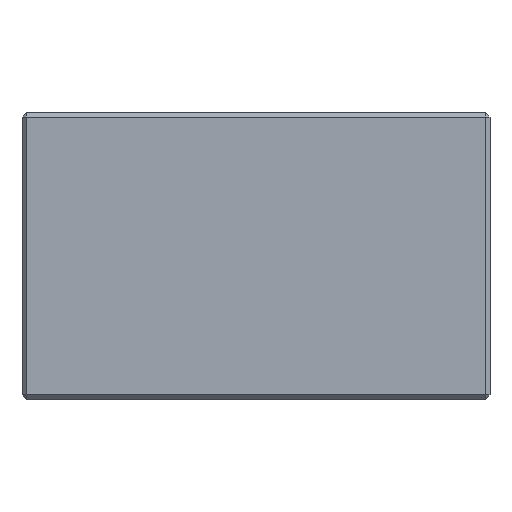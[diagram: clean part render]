
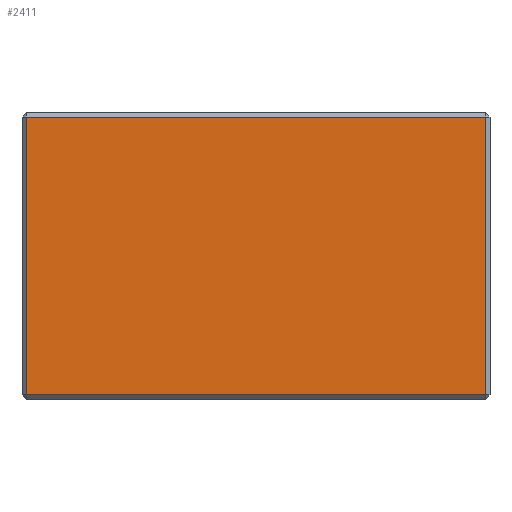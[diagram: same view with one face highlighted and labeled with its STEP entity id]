
A CAD part, front view. The second image highlights one B-rep face of the part: STEP entity #2411.
In plain terms, the highlighted planar face has unit normal (0, -1, 0).
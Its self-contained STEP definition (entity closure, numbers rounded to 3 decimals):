
#102=PLANE('',#2710);
#262=FACE_OUTER_BOUND('',#427,.T.);
#427=EDGE_LOOP('',(#2122,#2123,#2124,#2125));
#489=LINE('',#3651,#705);
#490=LINE('',#3653,#706);
#501=LINE('',#3683,#717);
#503=LINE('',#3686,#719);
#705=VECTOR('',#2863,10.);
#706=VECTOR('',#2866,10.);
#717=VECTOR('',#2899,10.);
#719=VECTOR('',#2903,10.);
#1004=VERTEX_POINT('',#3546);
#1007=VERTEX_POINT('',#3554);
#1016=VERTEX_POINT('',#3584);
#1026=VERTEX_POINT('',#3616);
#1239=EDGE_CURVE('',#1016,#1026,#489,.T.);
#1240=EDGE_CURVE('',#1026,#1007,#490,.T.);
#1255=EDGE_CURVE('',#1004,#1016,#501,.T.);
#1257=EDGE_CURVE('',#1007,#1004,#503,.T.);
#2122=ORIENTED_EDGE('',*,*,#1239,.F.);
#2123=ORIENTED_EDGE('',*,*,#1255,.F.);
#2124=ORIENTED_EDGE('',*,*,#1257,.F.);
#2125=ORIENTED_EDGE('',*,*,#1240,.F.);
#2411=ADVANCED_FACE('',(#262),#102,.T.);
#2710=AXIS2_PLACEMENT_3D('',#4174,#3486,#3487);
#2863=DIRECTION('',(-1.,0.,0.));
#2866=DIRECTION('',(0.,0.,1.));
#2899=DIRECTION('',(0.,0.,-1.));
#2903=DIRECTION('',(1.,0.,0.));
#3486=DIRECTION('center_axis',(0.,-1.,0.));
#3487=DIRECTION('ref_axis',(1.,0.,0.));
#3546=CARTESIAN_POINT('',(7.85,-4.625,9.75));
#3554=CARTESIAN_POINT('',(-7.85,-4.625,9.75));
#3584=CARTESIAN_POINT('',(7.85,-4.625,0.25));
#3616=CARTESIAN_POINT('',(-7.85,-4.625,0.25));
#3651=CARTESIAN_POINT('',(-4.,-4.625,0.25));
#3653=CARTESIAN_POINT('',(-7.85,-4.625,0.));
#3683=CARTESIAN_POINT('',(7.85,-4.625,0.));
#3686=CARTESIAN_POINT('',(-4.,-4.625,9.75));
#4174=CARTESIAN_POINT('Origin',(-8.,-4.625,0.));
